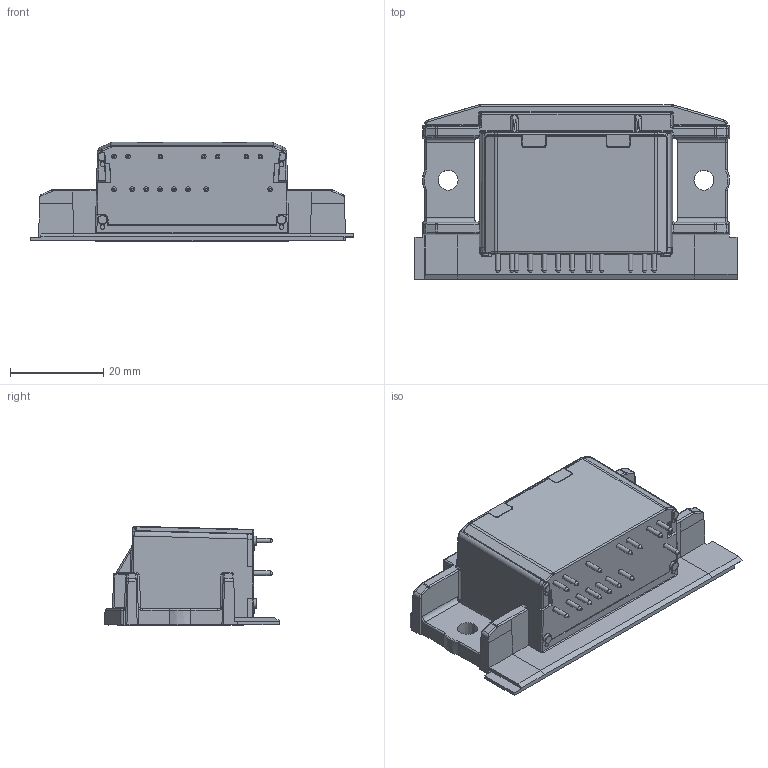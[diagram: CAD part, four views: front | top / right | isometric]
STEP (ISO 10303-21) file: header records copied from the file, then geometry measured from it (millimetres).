
FILE_DESCRIPTION( ( 'Unknown' ), '1' );
FILE_NAME( 'Flow90Z-0CW-M620-02-OL.stp', 'Unknown', ( 'Unknown' ), ( 'Unknown' ), 'PSStep 15.0.49', 'Unknown', ' ' );
FILE_SCHEMA( ( 'AUTOMOTIVE_DESIGN { 1 0 10303 214 1 1 1 1 }' ) );
Length unit declared in the file: millimetre
Products named in the file (1): 1
Bounding box: 69.25 x 37.55 x 21.37 mm (x, y, z)
Volume: 27846.4 mm3; surface area: 9467.3 mm2
Topology: 1 solids, 6 shells, 563 faces, 1424 edges, 886 vertices
Faces by surface type: plane 265, cylinder 161, bspline 58, cone 37, extrusion 30, sphere 8, torus 4
Full cylindrical faces by diameter (mm): 1 x15
Entity records: 25531 total; most frequent: CARTESIAN_POINT 8011, ORIENTED_EDGE 2706, DIRECTION 2610, EDGE_CURVE 1353, AXIS2_PLACEMENT_3D 905, VERTEX_POINT 867, VECTOR 800, LINE 770
